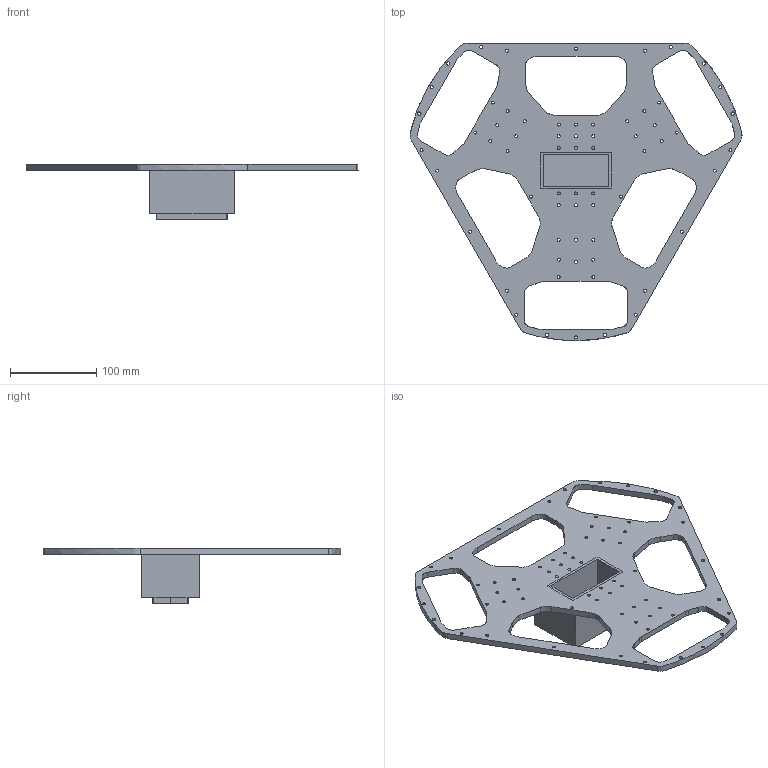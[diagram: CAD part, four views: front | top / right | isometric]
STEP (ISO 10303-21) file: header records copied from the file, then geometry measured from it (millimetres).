
FILE_DESCRIPTION(/* description */ (''),/* implementation_level */ '2;1');
FILE_NAME(/* name */ 'O_CHAS~4',/* time_stamp */ '2025-11-24T23:29:43+08:00',/* author */ (''),/* organization */ (''),/* preprocessor_version */ 'ST-DEVELOPER v16.5',/* originating_system */ '',/* authorisation */ '');
FILE_SCHEMA (('CONFIG_CONTROL_DESIGN'));
Length unit declared in the file: millimetre
Products named in the file (1): Document
Bounding box: 384.48 x 344.37 x 64 mm (x, y, z)
Volume: 611576.6 mm3; surface area: 162588.7 mm2
Topology: 1 solids, 1 shells, 1167 faces, 3583 edges, 2433 vertices
Faces by surface type: plane 1058, cylinder 60, bspline 49
Entity records: 36648 total; most frequent: CARTESIAN_POINT 12894, ORIENTED_EDGE 7166, EDGE_CURVE 3583, B_SPLINE_CURVE_WITH_KNOTS 3319, VERTEX_POINT 2433, EDGE_LOOP 1312, ADVANCED_FACE 1167, FACE_OUTER_BOUND 1167
